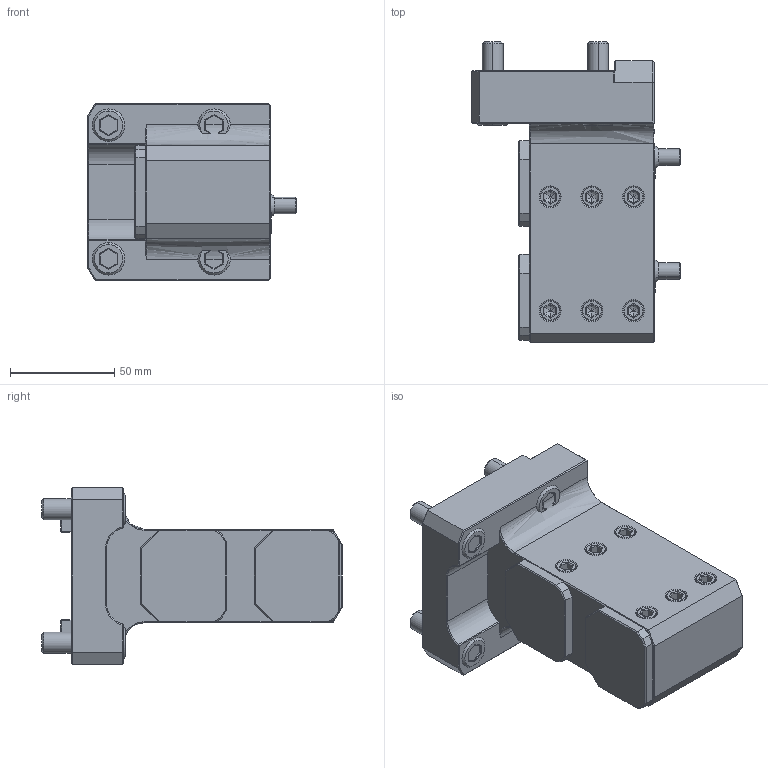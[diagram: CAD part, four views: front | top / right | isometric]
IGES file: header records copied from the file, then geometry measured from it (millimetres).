
Start section:  PTC IGES file: ngt_id_20_60_325_114_935d_ha.igs
Global section: file name: ngt_id_20_60_325_114_935d_ha.igs; native system: Pro/ENGINEER by Parametric Technology Corporation; preprocessor: 2010280; author: vali; organization: Unknown; date: 20230524.081513; units: millimetre
Bounding box: 99.89 x 144 x 85 mm (x, y, z)
Volume: 444559.5 mm3; surface area: 60443.3 mm2
Topology: 1 solids, 1 shells, 676 faces, 1557 edges, 848 vertices
Faces by surface type: bspline 378, revolution 298
